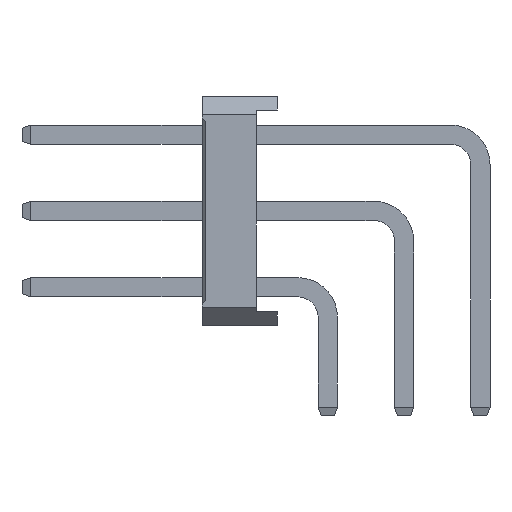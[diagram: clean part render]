
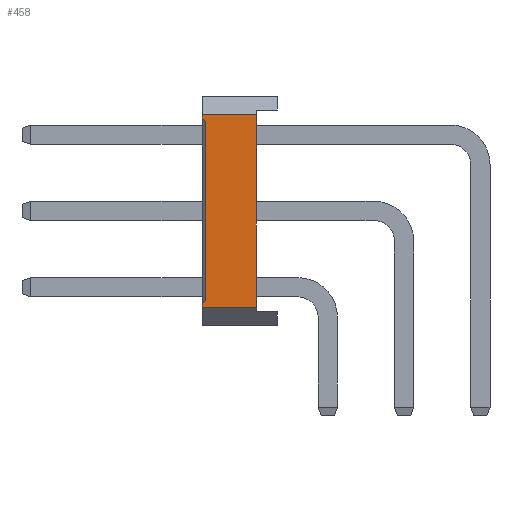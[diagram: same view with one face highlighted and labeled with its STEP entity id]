
A CAD part, left-side view. The second image highlights one B-rep face of the part: STEP entity #458.
In plain terms, the highlighted planar face has unit normal (-1, 0, 0).
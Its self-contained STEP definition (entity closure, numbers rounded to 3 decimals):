
#458=ADVANCED_FACE('',(#4887),#4889,.T.);
#4887=FACE_BOUND('',#4888,.T.);
#4888=EDGE_LOOP('',(#8487,#8488,#8489,#8490,#8491,#8492,#8493,#8494));
#4889=PLANE('',#4890);
#4890=AXIS2_PLACEMENT_3D('',#4891,#4892,#4893);
#4891=CARTESIAN_POINT('',(-1.27,1.68,0.6));
#4892=DIRECTION('',(-1.,0.,0.));
#4893=DIRECTION('',(0.,0.,1.));
#8487=ORIENTED_EDGE('',*,*,#10812,.F.);
#8488=ORIENTED_EDGE('',*,*,#10813,.T.);
#8489=ORIENTED_EDGE('',*,*,#10814,.F.);
#8490=ORIENTED_EDGE('',*,*,#10565,.F.);
#8491=ORIENTED_EDGE('',*,*,#10815,.F.);
#8492=ORIENTED_EDGE('',*,*,#10438,.T.);
#8493=ORIENTED_EDGE('',*,*,#10811,.T.);
#8494=ORIENTED_EDGE('',*,*,#10569,.F.);
#10438=EDGE_CURVE('',#11648,#11646,#11649,.T.);
#10565=EDGE_CURVE('',#11900,#11902,#11903,.T.);
#10569=EDGE_CURVE('',#11908,#11910,#11911,.T.);
#10811=EDGE_CURVE('',#11646,#11910,#12349,.T.);
#10812=EDGE_CURVE('',#12350,#11908,#12351,.F.);
#10813=EDGE_CURVE('',#12350,#12352,#12353,.T.);
#10814=EDGE_CURVE('',#11902,#12352,#12354,.F.);
#10815=EDGE_CURVE('',#11648,#11900,#12355,.T.);
#11646=VERTEX_POINT('',#13612);
#11648=VERTEX_POINT('',#13616);
#11649=LINE('',#13617,#13618);
#11900=VERTEX_POINT('',#14120);
#11902=VERTEX_POINT('',#14124);
#11903=LINE('',#14125,#14126);
#11908=VERTEX_POINT('',#14136);
#11910=VERTEX_POINT('',#14140);
#11911=LINE('',#14141,#14142);
#12349=LINE('',#15083,#15084);
#12350=VERTEX_POINT('',#15086);
#12351=LINE('',#15087,#15088);
#12352=VERTEX_POINT('',#15090);
#12353=LINE('',#15091,#15092);
#12354=LINE('',#15094,#15095);
#12355=LINE('',#15097,#15098);
#13612=CARTESIAN_POINT('',(-1.27,2.38,7.02));
#13616=CARTESIAN_POINT('',(-1.27,2.38,0.6));
#13617=CARTESIAN_POINT('',(-1.27,2.38,0.6));
#13618=VECTOR('',#13619,1.);
#13619=DIRECTION('',(0.,0.,1.));
#14120=CARTESIAN_POINT('',(-1.27,4.18,0.6));
#14124=CARTESIAN_POINT('',(-1.27,4.18,0.72));
#14125=CARTESIAN_POINT('',(-1.27,4.18,0.6));
#14126=VECTOR('',#14127,1.);
#14127=DIRECTION('',(0.,0.,1.));
#14136=CARTESIAN_POINT('',(-1.27,4.18,6.9));
#14140=CARTESIAN_POINT('',(-1.27,4.18,7.02));
#14141=CARTESIAN_POINT('',(-1.27,4.18,6.9));
#14142=VECTOR('',#14143,1.);
#14143=DIRECTION('',(0.,0.,1.));
#15083=CARTESIAN_POINT('',(-1.27,2.38,7.02));
#15084=VECTOR('',#15085,1.);
#15085=DIRECTION('',(0.,1.,0.));
#15086=CARTESIAN_POINT('',(-1.27,4.08,6.8));
#15087=CARTESIAN_POINT('',(-1.27,4.18,6.9));
#15088=VECTOR('',#15089,1.);
#15089=DIRECTION('',(0.,-0.707,-0.707));
#15090=CARTESIAN_POINT('',(-1.27,4.08,0.82));
#15091=CARTESIAN_POINT('',(-1.27,4.08,6.8));
#15092=VECTOR('',#15093,1.);
#15093=DIRECTION('',(0.,0.,-1.));
#15094=CARTESIAN_POINT('',(-1.27,4.08,0.82));
#15095=VECTOR('',#15096,1.);
#15096=DIRECTION('',(0.,0.707,-0.707));
#15097=CARTESIAN_POINT('',(-1.27,2.38,0.6));
#15098=VECTOR('',#15099,1.);
#15099=DIRECTION('',(0.,1.,0.));
